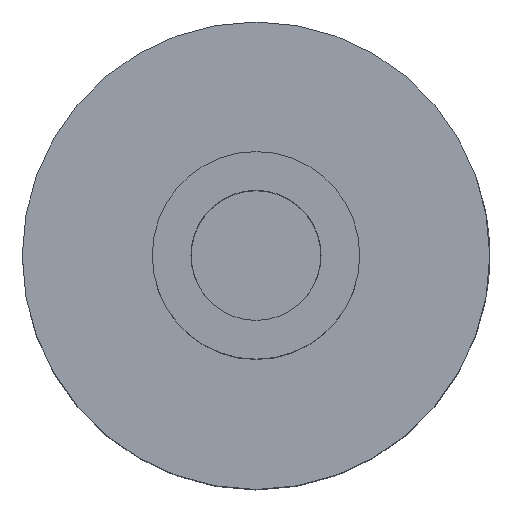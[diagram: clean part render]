
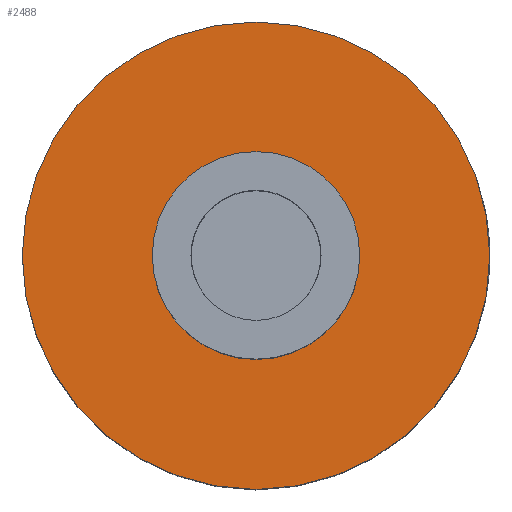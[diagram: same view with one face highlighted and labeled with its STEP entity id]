
A CAD part, top view. The second image highlights one B-rep face of the part: STEP entity #2488.
In plain terms, the highlighted planar face has unit normal (0, 0, 1).
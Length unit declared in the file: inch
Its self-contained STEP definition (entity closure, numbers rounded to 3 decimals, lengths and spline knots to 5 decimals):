
#60 = CARTESIAN_POINT ( 'NONE',  ( 0., 0., 1.5 ) ) ;
#603 = EDGE_CURVE ( 'NONE', #2312, #4440, #3208, .T. ) ;
#637 = FACE_BOUND ( 'NONE', #2296, .T. ) ;
#1048 = VERTEX_POINT ( 'NONE', #3477 ) ;
#1248 = CARTESIAN_POINT ( 'NONE',  ( -0.5, 0., 1.5 ) ) ;
#1339 = DIRECTION ( 'NONE',  ( 0., 0., 1. ) ) ;
#1344 = DIRECTION ( 'NONE',  ( 1., 0., 0. ) ) ;
#1353 = EDGE_LOOP ( 'NONE', ( #2959, #4314 ) ) ;
#1435 = CIRCLE ( 'NONE', #3509, 1.1261 ) ;
#1606 = FACE_OUTER_BOUND ( 'NONE', #1353, .T. ) ;
#1642 = CIRCLE ( 'NONE', #1758, 1.1261 ) ;
#1724 = DIRECTION ( 'NONE',  ( 0., 0., 1. ) ) ;
#1758 = AXIS2_PLACEMENT_3D ( 'NONE', #60, #1858, #4202 ) ;
#1795 = EDGE_CURVE ( 'NONE', #2179, #1048, #1642, .T. ) ;
#1818 = EDGE_CURVE ( 'NONE', #4440, #2312, #2626, .T. ) ;
#1858 = DIRECTION ( 'NONE',  ( 0., 0., 1. ) ) ;
#1950 = CARTESIAN_POINT ( 'NONE',  ( 0.5, 0., 1.5 ) ) ;
#1957 = CARTESIAN_POINT ( 'NONE',  ( 1.1261, 0., 1.5 ) ) ;
#1975 = CARTESIAN_POINT ( 'NONE',  ( 0., 0., 1.5 ) ) ;
#2179 = VERTEX_POINT ( 'NONE', #1957 ) ;
#2187 = DIRECTION ( 'NONE',  ( 0., 0., 1. ) ) ;
#2196 = DIRECTION ( 'NONE',  ( 0., 0., 1. ) ) ;
#2296 = EDGE_LOOP ( 'NONE', ( #3832, #4171 ) ) ;
#2312 = VERTEX_POINT ( 'NONE', #4156 ) ;
#2340 = EDGE_CURVE ( 'NONE', #1048, #2179, #1435, .T. ) ;
#2368 = DIRECTION ( 'NONE',  ( 1., 0., 0. ) ) ;
#2488 = ADVANCED_FACE ( 'NONE', ( #1606, #637 ), #3399, .T. ) ;
#2626 = CIRCLE ( 'NONE', #3429, 0.5 ) ;
#2912 = AXIS2_PLACEMENT_3D ( 'NONE', #1950, #1724, #1344 ) ;
#2959 = ORIENTED_EDGE ( 'NONE', *, *, #1795, .T. ) ;
#3060 = DIRECTION ( 'NONE',  ( 1., 0., 0. ) ) ;
#3153 = CARTESIAN_POINT ( 'NONE',  ( 0., 0., 1.5 ) ) ;
#3208 = CIRCLE ( 'NONE', #3652, 0.5 ) ;
#3329 = CARTESIAN_POINT ( 'NONE',  ( 0., 0., 1.5 ) ) ;
#3399 = PLANE ( 'NONE',  #2912 ) ;
#3429 = AXIS2_PLACEMENT_3D ( 'NONE', #3153, #2187, #3666 ) ;
#3477 = CARTESIAN_POINT ( 'NONE',  ( -1.1261, 0., 1.5 ) ) ;
#3509 = AXIS2_PLACEMENT_3D ( 'NONE', #1975, #1339, #2368 ) ;
#3652 = AXIS2_PLACEMENT_3D ( 'NONE', #3329, #2196, #3060 ) ;
#3666 = DIRECTION ( 'NONE',  ( 1., 0., 0. ) ) ;
#3832 = ORIENTED_EDGE ( 'NONE', *, *, #603, .F. ) ;
#4156 = CARTESIAN_POINT ( 'NONE',  ( 0.5, 0., 1.5 ) ) ;
#4171 = ORIENTED_EDGE ( 'NONE', *, *, #1818, .F. ) ;
#4202 = DIRECTION ( 'NONE',  ( 1., 0., 0. ) ) ;
#4314 = ORIENTED_EDGE ( 'NONE', *, *, #2340, .T. ) ;
#4440 = VERTEX_POINT ( 'NONE', #1248 ) ;
